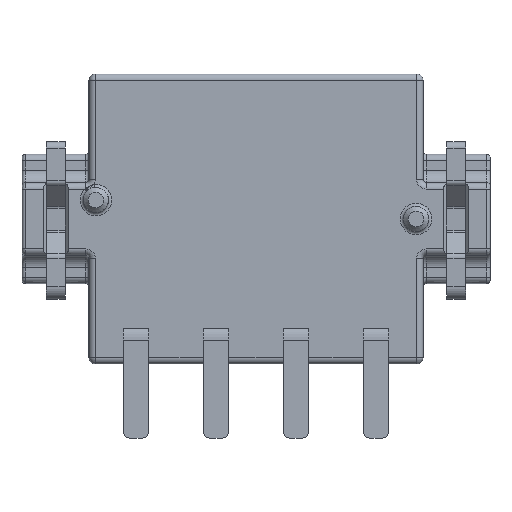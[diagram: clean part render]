
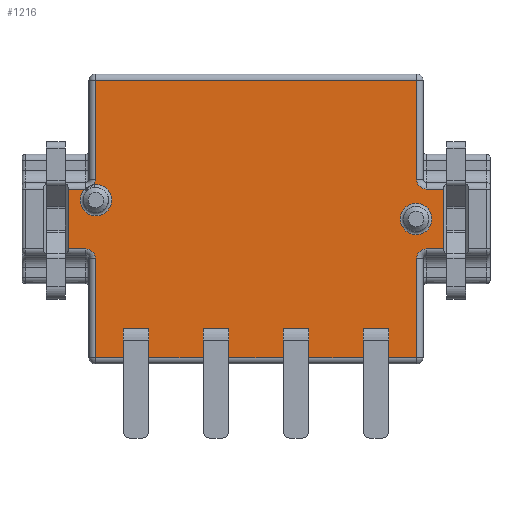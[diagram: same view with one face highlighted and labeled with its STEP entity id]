
A CAD part, front view. The second image highlights one B-rep face of the part: STEP entity #1216.
In plain terms, the highlighted planar face has unit normal (0, -1, 0).
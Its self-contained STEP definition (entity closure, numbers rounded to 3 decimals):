
#1216=ADVANCED_FACE('',(#2626,#2627),#1554,.F.);
#1554=PLANE('',#6347);
#1686=LINE('',#8757,#2156);
#1687=LINE('',#8760,#2157);
#1688=LINE('',#8762,#2158);
#1689=LINE('',#8766,#2159);
#1690=LINE('',#8768,#2160);
#1691=LINE('',#8770,#2161);
#1692=LINE('',#8772,#2162);
#1693=LINE('',#8774,#2163);
#1694=LINE('',#8776,#2164);
#1695=LINE('',#8778,#2165);
#1696=LINE('',#8780,#2166);
#1697=LINE('',#8782,#2167);
#1698=LINE('',#8784,#2168);
#1699=LINE('',#8786,#2169);
#1700=LINE('',#8788,#2170);
#1701=LINE('',#8790,#2171);
#1702=LINE('',#8792,#2172);
#1703=LINE('',#8794,#2173);
#1704=LINE('',#8796,#2174);
#1705=LINE('',#8798,#2175);
#1706=LINE('',#8800,#2176);
#1707=LINE('',#8802,#2177);
#1708=LINE('',#8806,#2178);
#1709=LINE('',#8808,#2179);
#1710=LINE('',#8810,#2180);
#1711=LINE('',#8814,#2181);
#1712=LINE('',#8816,#2182);
#1713=LINE('',#8818,#2183);
#2156=VECTOR('',#6992,1.);
#2157=VECTOR('',#6993,1.);
#2158=VECTOR('',#6994,1.);
#2159=VECTOR('',#6997,1.);
#2160=VECTOR('',#6998,1.);
#2161=VECTOR('',#6999,1.);
#2162=VECTOR('',#7000,1.);
#2163=VECTOR('',#7001,1.);
#2164=VECTOR('',#7002,1.);
#2165=VECTOR('',#7003,1.);
#2166=VECTOR('',#7004,1.);
#2167=VECTOR('',#7005,1.);
#2168=VECTOR('',#7006,1.);
#2169=VECTOR('',#7007,1.);
#2170=VECTOR('',#7008,1.);
#2171=VECTOR('',#7009,1.);
#2172=VECTOR('',#7010,1.);
#2173=VECTOR('',#7011,1.);
#2174=VECTOR('',#7012,1.);
#2175=VECTOR('',#7013,1.);
#2176=VECTOR('',#7014,1.);
#2177=VECTOR('',#7015,1.);
#2178=VECTOR('',#7018,1.);
#2179=VECTOR('',#7019,1.);
#2180=VECTOR('',#7020,1.);
#2181=VECTOR('',#7023,1.);
#2182=VECTOR('',#7024,1.);
#2183=VECTOR('',#7025,1.);
#2626=FACE_BOUND('',#2643,.T.);
#2627=FACE_BOUND('',#2644,.T.);
#2643=EDGE_LOOP('',(#2991));
#2644=EDGE_LOOP('',(#2992,#2993,#2994,#2995,#2996,#2997,#2998,#2999,#3000,
#3001,#3002,#3003,#3004,#3005,#3006,#3007,#3008,#3009,#3010,#3011,#3012,
#3013,#3014,#3015,#3016,#3017,#3018,#3019,#3020,#3021,#3022,#3023,#3024));
#2991=ORIENTED_EDGE('',*,*,#5184,.T.);
#2992=ORIENTED_EDGE('',*,*,#5185,.T.);
#2993=ORIENTED_EDGE('',*,*,#5186,.T.);
#2994=ORIENTED_EDGE('',*,*,#5187,.T.);
#2995=ORIENTED_EDGE('',*,*,#5188,.T.);
#2996=ORIENTED_EDGE('',*,*,#5189,.T.);
#2997=ORIENTED_EDGE('',*,*,#5190,.T.);
#2998=ORIENTED_EDGE('',*,*,#5191,.T.);
#2999=ORIENTED_EDGE('',*,*,#5192,.F.);
#3000=ORIENTED_EDGE('',*,*,#5193,.F.);
#3001=ORIENTED_EDGE('',*,*,#5194,.T.);
#3002=ORIENTED_EDGE('',*,*,#5195,.T.);
#3003=ORIENTED_EDGE('',*,*,#5196,.F.);
#3004=ORIENTED_EDGE('',*,*,#5197,.F.);
#3005=ORIENTED_EDGE('',*,*,#5198,.T.);
#3006=ORIENTED_EDGE('',*,*,#5199,.T.);
#3007=ORIENTED_EDGE('',*,*,#5200,.F.);
#3008=ORIENTED_EDGE('',*,*,#5201,.F.);
#3009=ORIENTED_EDGE('',*,*,#5202,.T.);
#3010=ORIENTED_EDGE('',*,*,#5203,.T.);
#3011=ORIENTED_EDGE('',*,*,#5204,.F.);
#3012=ORIENTED_EDGE('',*,*,#5205,.F.);
#3013=ORIENTED_EDGE('',*,*,#5206,.T.);
#3014=ORIENTED_EDGE('',*,*,#5207,.T.);
#3015=ORIENTED_EDGE('',*,*,#5208,.T.);
#3016=ORIENTED_EDGE('',*,*,#5209,.T.);
#3017=ORIENTED_EDGE('',*,*,#5210,.T.);
#3018=ORIENTED_EDGE('',*,*,#5211,.T.);
#3019=ORIENTED_EDGE('',*,*,#5212,.T.);
#3020=ORIENTED_EDGE('',*,*,#5213,.T.);
#3021=ORIENTED_EDGE('',*,*,#5214,.T.);
#3022=ORIENTED_EDGE('',*,*,#5215,.T.);
#3023=ORIENTED_EDGE('',*,*,#5216,.T.);
#3024=ORIENTED_EDGE('',*,*,#5217,.T.);
#4673=VERTEX_POINT('',#8756);
#4674=VERTEX_POINT('',#8758);
#4675=VERTEX_POINT('',#8759);
#4676=VERTEX_POINT('',#8761);
#4677=VERTEX_POINT('',#8763);
#4678=VERTEX_POINT('',#8765);
#4679=VERTEX_POINT('',#8767);
#4680=VERTEX_POINT('',#8769);
#4681=VERTEX_POINT('',#8771);
#4682=VERTEX_POINT('',#8773);
#4683=VERTEX_POINT('',#8775);
#4684=VERTEX_POINT('',#8777);
#4685=VERTEX_POINT('',#8779);
#4686=VERTEX_POINT('',#8781);
#4687=VERTEX_POINT('',#8783);
#4688=VERTEX_POINT('',#8785);
#4689=VERTEX_POINT('',#8787);
#4690=VERTEX_POINT('',#8789);
#4691=VERTEX_POINT('',#8791);
#4692=VERTEX_POINT('',#8793);
#4693=VERTEX_POINT('',#8795);
#4694=VERTEX_POINT('',#8797);
#4695=VERTEX_POINT('',#8799);
#4696=VERTEX_POINT('',#8801);
#4697=VERTEX_POINT('',#8803);
#4698=VERTEX_POINT('',#8805);
#4699=VERTEX_POINT('',#8807);
#4700=VERTEX_POINT('',#8809);
#4701=VERTEX_POINT('',#8811);
#4702=VERTEX_POINT('',#8813);
#4703=VERTEX_POINT('',#8815);
#4704=VERTEX_POINT('',#8817);
#4705=VERTEX_POINT('',#8819);
#4706=VERTEX_POINT('',#8821);
#5184=EDGE_CURVE('',#4673,#4673,#6025,.T.);
#5185=EDGE_CURVE('',#4674,#4675,#1686,.T.);
#5186=EDGE_CURVE('',#4675,#4676,#1687,.T.);
#5187=EDGE_CURVE('',#4676,#4677,#1688,.T.);
#5188=EDGE_CURVE('',#4677,#4678,#6026,.T.);
#5189=EDGE_CURVE('',#4678,#4679,#1689,.T.);
#5190=EDGE_CURVE('',#4679,#4680,#1690,.T.);
#5191=EDGE_CURVE('',#4680,#4681,#1691,.T.);
#5192=EDGE_CURVE('',#4682,#4681,#1692,.T.);
#5193=EDGE_CURVE('',#4683,#4682,#1693,.T.);
#5194=EDGE_CURVE('',#4683,#4684,#1694,.T.);
#5195=EDGE_CURVE('',#4684,#4685,#1695,.T.);
#5196=EDGE_CURVE('',#4686,#4685,#1696,.T.);
#5197=EDGE_CURVE('',#4687,#4686,#1697,.T.);
#5198=EDGE_CURVE('',#4687,#4688,#1698,.T.);
#5199=EDGE_CURVE('',#4688,#4689,#1699,.T.);
#5200=EDGE_CURVE('',#4690,#4689,#1700,.T.);
#5201=EDGE_CURVE('',#4691,#4690,#1701,.T.);
#5202=EDGE_CURVE('',#4691,#4692,#1702,.T.);
#5203=EDGE_CURVE('',#4692,#4693,#1703,.T.);
#5204=EDGE_CURVE('',#4694,#4693,#1704,.T.);
#5205=EDGE_CURVE('',#4695,#4694,#1705,.T.);
#5206=EDGE_CURVE('',#4695,#4696,#1706,.T.);
#5207=EDGE_CURVE('',#4696,#4697,#1707,.T.);
#5208=EDGE_CURVE('',#4697,#4698,#6027,.T.);
#5209=EDGE_CURVE('',#4698,#4699,#1708,.T.);
#5210=EDGE_CURVE('',#4699,#4700,#1709,.T.);
#5211=EDGE_CURVE('',#4700,#4701,#1710,.T.);
#5212=EDGE_CURVE('',#4701,#4702,#6028,.T.);
#5213=EDGE_CURVE('',#4702,#4703,#1711,.T.);
#5214=EDGE_CURVE('',#4703,#4704,#1712,.T.);
#5215=EDGE_CURVE('',#4704,#4705,#1713,.T.);
#5216=EDGE_CURVE('',#4705,#4706,#6029,.T.);
#5217=EDGE_CURVE('',#4706,#4674,#6030,.T.);
#6025=CIRCLE('',#6341,0.5);
#6026=CIRCLE('',#6342,0.3);
#6027=CIRCLE('',#6343,0.3);
#6028=CIRCLE('',#6344,0.3);
#6029=CIRCLE('',#6345,0.3);
#6030=CIRCLE('',#6346,0.5);
#6341=AXIS2_PLACEMENT_3D('',#8755,#6990,#6991);
#6342=AXIS2_PLACEMENT_3D('',#8764,#6995,#6996);
#6343=AXIS2_PLACEMENT_3D('',#8804,#7016,#7017);
#6344=AXIS2_PLACEMENT_3D('',#8812,#7021,#7022);
#6345=AXIS2_PLACEMENT_3D('',#8820,#7026,#7027);
#6346=AXIS2_PLACEMENT_3D('',#8822,#7028,#7029);
#6347=AXIS2_PLACEMENT_3D('',#8823,#7030,#7031);
#6990=DIRECTION('',(0.,1.,0.));
#6991=DIRECTION('',(0.,0.,1.));
#6992=DIRECTION('',(-1.,0.,0.));
#6993=DIRECTION('',(0.,0.,-1.));
#6994=DIRECTION('',(1.,0.,0.));
#6995=DIRECTION('',(0.,1.,0.));
#6996=DIRECTION('',(0.,0.,1.));
#6997=DIRECTION('',(0.,0.,-1.));
#6998=DIRECTION('',(1.,0.,0.));
#6999=DIRECTION('',(0.,0.,1.));
#7000=DIRECTION('',(-1.,0.,0.));
#7001=DIRECTION('',(0.,0.,1.));
#7002=DIRECTION('',(1.,0.,0.));
#7003=DIRECTION('',(0.,0.,1.));
#7004=DIRECTION('',(-1.,0.,0.));
#7005=DIRECTION('',(0.,0.,1.));
#7006=DIRECTION('',(1.,0.,0.));
#7007=DIRECTION('',(0.,0.,1.));
#7008=DIRECTION('',(-1.,0.,0.));
#7009=DIRECTION('',(0.,0.,1.));
#7010=DIRECTION('',(1.,0.,0.));
#7011=DIRECTION('',(0.,0.,1.));
#7012=DIRECTION('',(-1.,0.,0.));
#7013=DIRECTION('',(0.,0.,1.));
#7014=DIRECTION('',(1.,0.,0.));
#7015=DIRECTION('',(0.,0.,1.));
#7016=DIRECTION('',(0.,1.,0.));
#7017=DIRECTION('',(0.,0.,-1.));
#7018=DIRECTION('',(1.,0.,0.));
#7019=DIRECTION('',(0.,0.,1.));
#7020=DIRECTION('',(-1.,0.,0.));
#7021=DIRECTION('',(0.,1.,0.));
#7022=DIRECTION('',(0.,0.,-1.));
#7023=DIRECTION('',(0.,0.,1.));
#7024=DIRECTION('',(-1.,0.,0.));
#7025=DIRECTION('',(0.,0.,-1.));
#7026=DIRECTION('',(0.,1.,0.));
#7027=DIRECTION('',(0.,0.,1.));
#7028=DIRECTION('',(0.,1.,0.));
#7029=DIRECTION('',(0.,0.,1.));
#7030=DIRECTION('',(0.,1.,0.));
#7031=DIRECTION('',(0.,0.,1.));
#8755=CARTESIAN_POINT('',(8.89,-2.45,-4.6));
#8756=CARTESIAN_POINT('',(8.89,-2.45,-4.1));
#8757=CARTESIAN_POINT('',(-1.49,-2.45,-3.65));
#8758=CARTESIAN_POINT('',(-1.627,-2.45,-3.65));
#8759=CARTESIAN_POINT('',(-2.14,-2.45,-3.65));
#8760=CARTESIAN_POINT('',(-2.14,-2.45,-5.55));
#8761=CARTESIAN_POINT('',(-2.14,-2.45,-5.55));
#8762=CARTESIAN_POINT('',(-1.49,-2.45,-5.55));
#8763=CARTESIAN_POINT('',(-1.59,-2.45,-5.55));
#8764=CARTESIAN_POINT('',(-1.59,-2.45,-5.85));
#8765=CARTESIAN_POINT('',(-1.29,-2.45,-5.85));
#8766=CARTESIAN_POINT('',(-1.29,-2.45,-9.));
#8767=CARTESIAN_POINT('',(-1.29,-2.45,-9.));
#8768=CARTESIAN_POINT('',(-1.49,-2.45,-9.));
#8769=CARTESIAN_POINT('',(-0.4,-2.45,-9.));
#8770=CARTESIAN_POINT('',(-0.4,-2.45,-9.));
#8771=CARTESIAN_POINT('',(-0.4,-2.45,-8.089));
#8772=CARTESIAN_POINT('',(0.4,-2.45,-8.089));
#8773=CARTESIAN_POINT('',(0.4,-2.45,-8.089));
#8774=CARTESIAN_POINT('',(0.4,-2.45,-9.));
#8775=CARTESIAN_POINT('',(0.4,-2.45,-9.));
#8776=CARTESIAN_POINT('',(1.27,-2.45,-9.));
#8777=CARTESIAN_POINT('',(2.14,-2.45,-9.));
#8778=CARTESIAN_POINT('',(2.14,-2.45,-9.));
#8779=CARTESIAN_POINT('',(2.14,-2.45,-8.089));
#8780=CARTESIAN_POINT('',(2.94,-2.45,-8.089));
#8781=CARTESIAN_POINT('',(2.94,-2.45,-8.089));
#8782=CARTESIAN_POINT('',(2.94,-2.45,-9.));
#8783=CARTESIAN_POINT('',(2.94,-2.45,-9.));
#8784=CARTESIAN_POINT('',(6.35,-2.45,-9.));
#8785=CARTESIAN_POINT('',(4.68,-2.45,-9.));
#8786=CARTESIAN_POINT('',(4.68,-2.45,-9.));
#8787=CARTESIAN_POINT('',(4.68,-2.45,-8.089));
#8788=CARTESIAN_POINT('',(5.48,-2.45,-8.089));
#8789=CARTESIAN_POINT('',(5.48,-2.45,-8.089));
#8790=CARTESIAN_POINT('',(5.48,-2.45,-9.));
#8791=CARTESIAN_POINT('',(5.48,-2.45,-9.));
#8792=CARTESIAN_POINT('',(6.35,-2.45,-9.));
#8793=CARTESIAN_POINT('',(7.22,-2.45,-9.));
#8794=CARTESIAN_POINT('',(7.22,-2.45,-9.));
#8795=CARTESIAN_POINT('',(7.22,-2.45,-8.089));
#8796=CARTESIAN_POINT('',(8.02,-2.45,-8.089));
#8797=CARTESIAN_POINT('',(8.02,-2.45,-8.089));
#8798=CARTESIAN_POINT('',(8.02,-2.45,-9.));
#8799=CARTESIAN_POINT('',(8.02,-2.45,-9.));
#8800=CARTESIAN_POINT('',(8.89,-2.45,-9.));
#8801=CARTESIAN_POINT('',(8.91,-2.45,-9.));
#8802=CARTESIAN_POINT('',(8.91,-2.45,-5.85));
#8803=CARTESIAN_POINT('',(8.91,-2.45,-5.85));
#8804=CARTESIAN_POINT('',(9.21,-2.45,-5.85));
#8805=CARTESIAN_POINT('',(9.21,-2.45,-5.55));
#8806=CARTESIAN_POINT('',(11.235,-2.45,-5.55));
#8807=CARTESIAN_POINT('',(9.76,-2.45,-5.55));
#8808=CARTESIAN_POINT('',(9.76,-2.45,-9.));
#8809=CARTESIAN_POINT('',(9.76,-2.45,-3.65));
#8810=CARTESIAN_POINT('',(9.21,-2.45,-3.65));
#8811=CARTESIAN_POINT('',(9.21,-2.45,-3.65));
#8812=CARTESIAN_POINT('',(9.21,-2.45,-3.35));
#8813=CARTESIAN_POINT('',(8.91,-2.45,-3.35));
#8814=CARTESIAN_POINT('',(8.91,-2.45,-0.2));
#8815=CARTESIAN_POINT('',(8.91,-2.45,-0.2));
#8816=CARTESIAN_POINT('',(-1.49,-2.45,-0.2));
#8817=CARTESIAN_POINT('',(-1.29,-2.45,-0.2));
#8818=CARTESIAN_POINT('',(-1.29,-2.45,-3.35));
#8819=CARTESIAN_POINT('',(-1.29,-2.45,-3.35));
#8820=CARTESIAN_POINT('',(-1.59,-2.45,-3.35));
#8821=CARTESIAN_POINT('',(-1.332,-2.45,-3.504));
#8822=CARTESIAN_POINT('',(-1.27,-2.45,-4.));
#8823=CARTESIAN_POINT('',(-1.49,-2.45,-9.));
